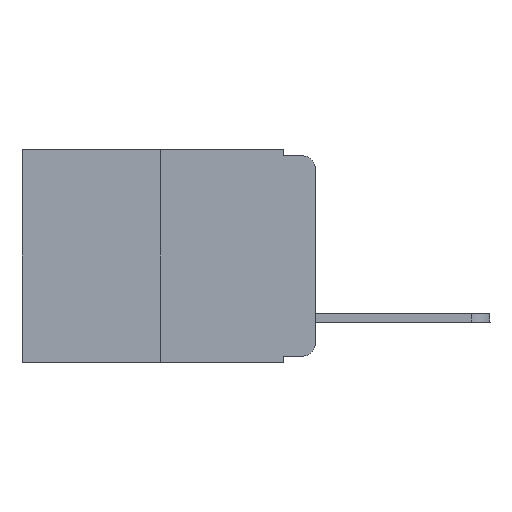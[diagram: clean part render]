
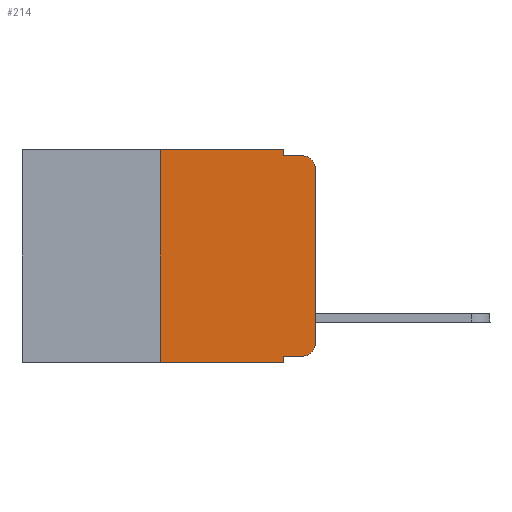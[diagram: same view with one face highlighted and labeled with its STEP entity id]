
A CAD part, left-side view. The second image highlights one B-rep face of the part: STEP entity #214.
In plain terms, the highlighted planar face has unit normal (-1, 0, 0).
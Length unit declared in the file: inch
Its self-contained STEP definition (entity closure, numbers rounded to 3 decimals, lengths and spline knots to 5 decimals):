
#151 = CARTESIAN_POINT ( 'NONE',  ( 0., 0.051, -0.333 ) ) ;
#214 = ADVANCED_FACE ( 'NONE', ( #12172 ), #1517, .F. ) ;
#275 = EDGE_CURVE ( 'NONE', #2879, #9110, #4642, .T. ) ;
#336 = EDGE_CURVE ( 'NONE', #2879, #6076, #8878, .T. ) ;
#455 = CARTESIAN_POINT ( 'NONE',  ( 0., 0.473, 0. ) ) ;
#675 = EDGE_CURVE ( 'NONE', #1656, #753, #6116, .T. ) ;
#753 = VERTEX_POINT ( 'NONE', #6130 ) ;
#987 = CARTESIAN_POINT ( 'NONE',  ( 0., 0., -0.313 ) ) ;
#1013 = VECTOR ( 'NONE', #7538, 39.37008 ) ;
#1517 = PLANE ( 'NONE',  #6371 ) ;
#1557 = EDGE_CURVE ( 'NONE', #9110, #3940, #13050, .T. ) ;
#1633 = DIRECTION ( 'NONE',  ( 0., -1., 0. ) ) ;
#1656 = VERTEX_POINT ( 'NONE', #4302 ) ;
#1749 = DIRECTION ( 'NONE',  ( -1., 0., 0. ) ) ;
#1945 = EDGE_CURVE ( 'NONE', #1656, #6076, #12349, .T. ) ;
#1958 = VECTOR ( 'NONE', #5282, 39.37008 ) ;
#2330 = DIRECTION ( 'NONE',  ( 0., 0., -1. ) ) ;
#2414 = DIRECTION ( 'NONE',  ( 0., 0., -1. ) ) ;
#2879 = VERTEX_POINT ( 'NONE', #151 ) ;
#3057 = ORIENTED_EDGE ( 'NONE', *, *, #10402, .F. ) ;
#3493 = DIRECTION ( 'NONE',  ( 0., -1., 0. ) ) ;
#3671 = AXIS2_PLACEMENT_3D ( 'NONE', #9607, #15070, #2330 ) ;
#3865 = CARTESIAN_POINT ( 'NONE',  ( 0., 0.051, 0. ) ) ;
#3926 = VECTOR ( 'NONE', #3493, 39.37008 ) ;
#3936 = EDGE_CURVE ( 'NONE', #13378, #15043, #4428, .T. ) ;
#3940 = VERTEX_POINT ( 'NONE', #987 ) ;
#4123 = LINE ( 'NONE', #6061, #8343 ) ;
#4302 = CARTESIAN_POINT ( 'NONE',  ( 0., 0.25, -0.343 ) ) ;
#4428 = LINE ( 'NONE', #8165, #12681 ) ;
#4493 = ORIENTED_EDGE ( 'NONE', *, *, #14222, .F. ) ;
#4563 = LINE ( 'NONE', #13232, #11901 ) ;
#4642 = LINE ( 'NONE', #7348, #9810 ) ;
#4670 = LINE ( 'NONE', #13329, #1958 ) ;
#4881 = CARTESIAN_POINT ( 'NONE',  ( 0., 0.02, -0.01 ) ) ;
#5282 = DIRECTION ( 'NONE',  ( 0., 0., 1. ) ) ;
#5477 = ORIENTED_EDGE ( 'NONE', *, *, #275, .T. ) ;
#5843 = CARTESIAN_POINT ( 'NONE',  ( 0., 0.051, -0.343 ) ) ;
#6026 = EDGE_CURVE ( 'NONE', #11249, #10519, #14512, .T. ) ;
#6061 = CARTESIAN_POINT ( 'NONE',  ( 0., 0.473, 0. ) ) ;
#6076 = VERTEX_POINT ( 'NONE', #5843 ) ;
#6116 = LINE ( 'NONE', #8821, #1013 ) ;
#6130 = CARTESIAN_POINT ( 'NONE',  ( 0., 0.25, 0. ) ) ;
#6371 = AXIS2_PLACEMENT_3D ( 'NONE', #455, #14500, #2414 ) ;
#6495 = VECTOR ( 'NONE', #8531, 39.37008 ) ;
#6528 = ORIENTED_EDGE ( 'NONE', *, *, #1945, .T. ) ;
#7348 = CARTESIAN_POINT ( 'NONE',  ( 0., 0.051, -0.333 ) ) ;
#7538 = DIRECTION ( 'NONE',  ( 0., 0., 1. ) ) ;
#7924 = ORIENTED_EDGE ( 'NONE', *, *, #675, .F. ) ;
#8165 = CARTESIAN_POINT ( 'NONE',  ( 0., 0.051, 0. ) ) ;
#8343 = VECTOR ( 'NONE', #14451, 39.37008 ) ;
#8349 = CARTESIAN_POINT ( 'NONE',  ( 0., 0.02, -0.333 ) ) ;
#8531 = DIRECTION ( 'NONE',  ( 0., 0., -1. ) ) ;
#8566 = ORIENTED_EDGE ( 'NONE', *, *, #10576, .T. ) ;
#8596 = EDGE_LOOP ( 'NONE', ( #8566, #14292, #4493, #13467, #3057, #7924, #6528, #9099, #5477, #13208 ) ) ;
#8640 = DIRECTION ( 'NONE',  ( 0., 0., -1. ) ) ;
#8821 = CARTESIAN_POINT ( 'NONE',  ( 0., 0.25, 0. ) ) ;
#8878 = LINE ( 'NONE', #3865, #6495 ) ;
#9099 = ORIENTED_EDGE ( 'NONE', *, *, #336, .F. ) ;
#9110 = VERTEX_POINT ( 'NONE', #8349 ) ;
#9534 = AXIS2_PLACEMENT_3D ( 'NONE', #9703, #1749, #8640 ) ;
#9607 = CARTESIAN_POINT ( 'NONE',  ( 0., 0.02, -0.03 ) ) ;
#9703 = CARTESIAN_POINT ( 'NONE',  ( 0., 0.02, -0.313 ) ) ;
#9810 = VECTOR ( 'NONE', #1633, 39.37008 ) ;
#10402 = EDGE_CURVE ( 'NONE', #753, #13378, #4123, .T. ) ;
#10490 = CARTESIAN_POINT ( 'NONE',  ( 0., 0.473, -0.343 ) ) ;
#10519 = VERTEX_POINT ( 'NONE', #4881 ) ;
#10551 = DIRECTION ( 'NONE',  ( 0., 0., -1. ) ) ;
#10576 = EDGE_CURVE ( 'NONE', #3940, #11249, #4670, .T. ) ;
#11249 = VERTEX_POINT ( 'NONE', #12631 ) ;
#11901 = VECTOR ( 'NONE', #14514, 39.37008 ) ;
#12172 = FACE_OUTER_BOUND ( 'NONE', #8596, .T. ) ;
#12349 = LINE ( 'NONE', #10490, #3926 ) ;
#12631 = CARTESIAN_POINT ( 'NONE',  ( 0., 0., -0.03 ) ) ;
#12681 = VECTOR ( 'NONE', #10551, 39.37008 ) ;
#13050 = CIRCLE ( 'NONE', #9534, 0.02 ) ;
#13208 = ORIENTED_EDGE ( 'NONE', *, *, #1557, .T. ) ;
#13232 = CARTESIAN_POINT ( 'NONE',  ( 0., 0.051, -0.01 ) ) ;
#13329 = CARTESIAN_POINT ( 'NONE',  ( 0., 0., 0. ) ) ;
#13378 = VERTEX_POINT ( 'NONE', #14932 ) ;
#13435 = CARTESIAN_POINT ( 'NONE',  ( 0., 0.051, -0.01 ) ) ;
#13467 = ORIENTED_EDGE ( 'NONE', *, *, #3936, .F. ) ;
#14222 = EDGE_CURVE ( 'NONE', #15043, #10519, #4563, .T. ) ;
#14292 = ORIENTED_EDGE ( 'NONE', *, *, #6026, .T. ) ;
#14451 = DIRECTION ( 'NONE',  ( 0., -1., 0. ) ) ;
#14500 = DIRECTION ( 'NONE',  ( 1., 0., 0. ) ) ;
#14512 = CIRCLE ( 'NONE', #3671, 0.02 ) ;
#14514 = DIRECTION ( 'NONE',  ( 0., -1., 0. ) ) ;
#14932 = CARTESIAN_POINT ( 'NONE',  ( 0., 0.051, 0. ) ) ;
#15043 = VERTEX_POINT ( 'NONE', #13435 ) ;
#15070 = DIRECTION ( 'NONE',  ( -1., 0., 0. ) ) ;
